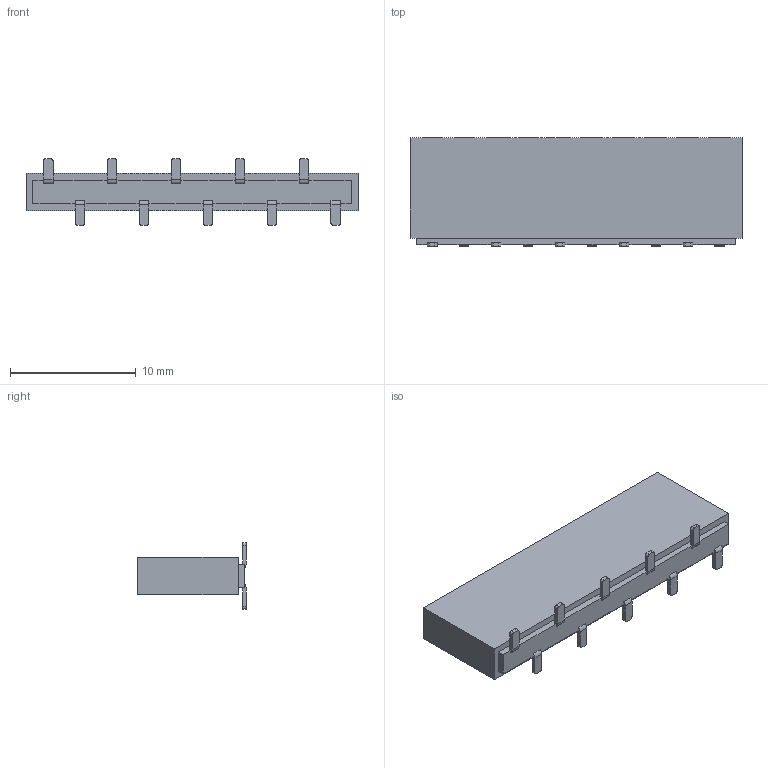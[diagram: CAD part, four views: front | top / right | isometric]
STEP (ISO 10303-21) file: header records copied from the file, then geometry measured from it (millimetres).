
FILE_DESCRIPTION( ('This file contains a STEP AP42 implementation' ,'as created by ZW3D STEP Interface translator.') ,'2;1' );
FILE_NAME( '2185-1XXMXXCUNX1.stp' ,'23 5 3.1059 8', (''), ('ZWCAD Software Co.'), 'Version 1.0', 'ZW3D to STEP translator', '' );
FILE_SCHEMA(('AUTOMOTIVE_DESIGN { 1 0 10303 214 1 1 1 1 }'));
Length unit declared in the file: millimetre
Products named in the file (2): 0; 2185-120MXXCUNX1
Bounding box: 26.4 x 8.65 x 5.3 mm (x, y, z)
Volume: 509.8 mm3; surface area: 1527.2 mm2
Topology: 1 solids, 1 shells, 971 faces, 2934 edges, 1936 vertices
Faces by surface type: plane 651, cylinder 210, bspline 110
Entity records: 43415 total; most frequent: CARTESIAN_POINT 21022, ORIENTED_EDGE 5868, EDGE_CURVE 2934, DIRECTION 2354, B_SPLINE_CURVE_WITH_KNOTS 2324, VERTEX_POINT 1936, EDGE_LOOP 1042, FACE_OUTER_BOUND 971
